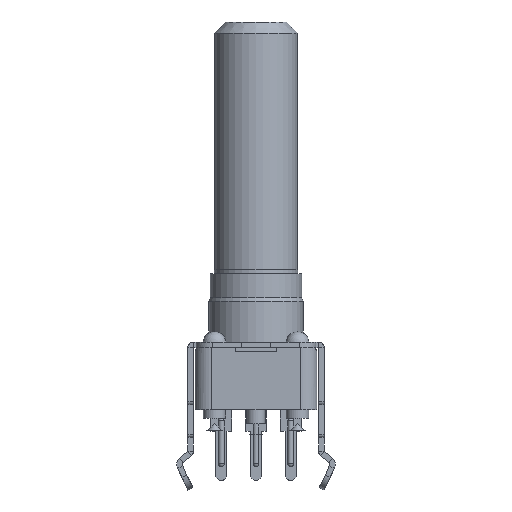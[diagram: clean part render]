
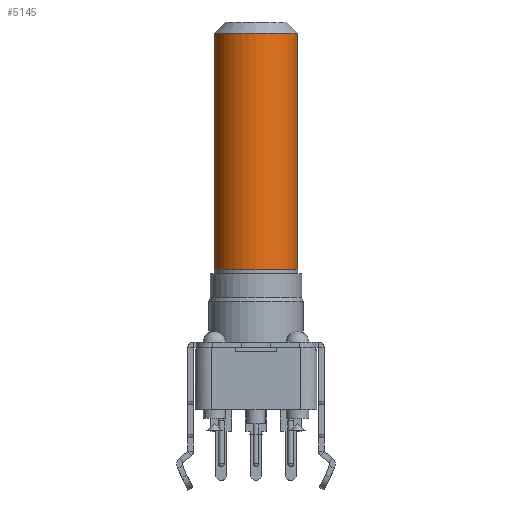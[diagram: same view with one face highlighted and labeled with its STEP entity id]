
A CAD part, front view. The second image highlights one B-rep face of the part: STEP entity #5145.
In plain terms, the highlighted cylindrical face has radius 3 mm (diameter 6 mm), a full revolution.
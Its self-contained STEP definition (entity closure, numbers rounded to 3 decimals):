
#269=LINE('',#7498,#805);
#270=LINE('',#7500,#806);
#271=LINE('',#7503,#807);
#805=VECTOR('',#6002,3.);
#806=VECTOR('',#6003,1000.);
#807=VECTOR('',#6006,1000.);
#1338=CYLINDRICAL_SURFACE('',#5475,3.);
#1417=FACE_OUTER_BOUND('',#1713,.T.);
#1713=EDGE_LOOP('',(#3421,#3422,#3423,#3424,#3425,#3426,#3427,#3428));
#2042=CIRCLE('',#5473,3.);
#2043=CIRCLE('',#5474,3.);
#2044=CIRCLE('',#5476,3.);
#2045=CIRCLE('',#5477,3.);
#2226=VERTEX_POINT('',#7484);
#2227=VERTEX_POINT('',#7488);
#2228=VERTEX_POINT('',#7490);
#2229=VERTEX_POINT('',#7496);
#2230=VERTEX_POINT('',#7499);
#2231=VERTEX_POINT('',#7501);
#2684=EDGE_CURVE('',#2227,#2226,#2042,.T.);
#2685=EDGE_CURVE('',#2228,#2227,#2043,.T.);
#2687=EDGE_CURVE('',#2229,#2229,#2044,.T.);
#2688=EDGE_CURVE('',#2229,#2227,#269,.T.);
#2689=EDGE_CURVE('',#2230,#2226,#270,.T.);
#2690=EDGE_CURVE('',#2231,#2230,#2045,.T.);
#2691=EDGE_CURVE('',#2231,#2228,#271,.T.);
#3421=ORIENTED_EDGE('',*,*,#2687,.F.);
#3422=ORIENTED_EDGE('',*,*,#2688,.T.);
#3423=ORIENTED_EDGE('',*,*,#2684,.T.);
#3424=ORIENTED_EDGE('',*,*,#2689,.F.);
#3425=ORIENTED_EDGE('',*,*,#2690,.F.);
#3426=ORIENTED_EDGE('',*,*,#2691,.T.);
#3427=ORIENTED_EDGE('',*,*,#2685,.T.);
#3428=ORIENTED_EDGE('',*,*,#2688,.F.);
#5145=ADVANCED_FACE('',(#1417),#1338,.T.);
#5473=AXIS2_PLACEMENT_3D('',#7489,#5994,#5995);
#5474=AXIS2_PLACEMENT_3D('',#7491,#5996,#5997);
#5475=AXIS2_PLACEMENT_3D('',#7495,#5998,#5999);
#5476=AXIS2_PLACEMENT_3D('',#7497,#6000,#6001);
#5477=AXIS2_PLACEMENT_3D('',#7502,#6004,#6005);
#5994=DIRECTION('center_axis',(0.,0.,
-1.));
#5995=DIRECTION('ref_axis',(-1.,0.,0.));
#5996=DIRECTION('center_axis',(0.,0.,
-1.));
#5997=DIRECTION('ref_axis',(-1.,0.,0.));
#5998=DIRECTION('center_axis',(0.,0.,
-1.));
#5999=DIRECTION('ref_axis',(-1.,0.,0.));
#6000=DIRECTION('center_axis',(0.,0.,
-1.));
#6001=DIRECTION('ref_axis',(-1.,0.,0.));
#6002=DIRECTION('',(0.,0.,1.));
#6003=DIRECTION('',(0.,0.,1.));
#6004=DIRECTION('center_axis',(0.,0.,
1.));
#6005=DIRECTION('ref_axis',(1.,0.,0.));
#6006=DIRECTION('',(0.,0.,1.));
#7484=CARTESIAN_POINT('',(-2.598,2.5,31.685));
#7488=CARTESIAN_POINT('',(3.,1.,31.685));
#7489=CARTESIAN_POINT('Origin',(0.,1.,31.685));
#7490=CARTESIAN_POINT('',(2.598,2.5,31.685));
#7491=CARTESIAN_POINT('Origin',(0.,1.,31.685));
#7495=CARTESIAN_POINT('Origin',(0.,1.,
2.575));
#7496=CARTESIAN_POINT('',(3.,1.,14.585));
#7497=CARTESIAN_POINT('Origin',(0.,1.,14.585));
#7498=CARTESIAN_POINT('',(3.,1.,2.575));
#7499=CARTESIAN_POINT('',(-2.598,2.5,20.485));
#7500=CARTESIAN_POINT('',(-2.598,2.5,20.485));
#7501=CARTESIAN_POINT('',(2.598,2.5,20.485));
#7502=CARTESIAN_POINT('Origin',(0.,1.,20.485));
#7503=CARTESIAN_POINT('',(2.598,2.5,20.485));
